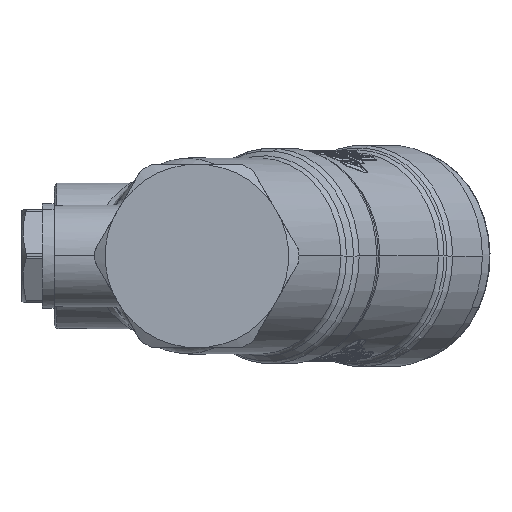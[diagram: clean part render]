
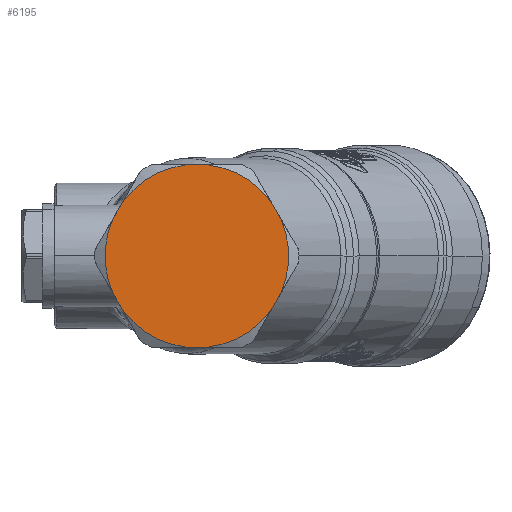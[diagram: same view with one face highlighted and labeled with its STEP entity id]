
A CAD part, left-side view. The second image highlights one B-rep face of the part: STEP entity #6195.
In plain terms, the highlighted planar face has unit normal (-1, 0, 0).
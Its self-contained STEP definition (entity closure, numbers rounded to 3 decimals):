
#5358=CARTESIAN_POINT('Axis2P3D Location',(-53.,0.,0.)) ;
#5362=CARTESIAN_POINT('Vertex',(-53.,-12.667,9.36)) ;
#5364=CARTESIAN_POINT('Vertex',(-53.,-1.772,15.65)) ;
#5641=CARTESIAN_POINT('Axis2P3D Location',(-53.,0.,0.)) ;
#5645=CARTESIAN_POINT('Vertex',(-53.,1.772,15.65)) ;
#5647=CARTESIAN_POINT('Vertex',(-53.,12.667,9.36)) ;
#5714=CARTESIAN_POINT('Axis2P3D Location',(-53.,0.,0.)) ;
#5718=CARTESIAN_POINT('Vertex',(-53.,14.439,6.29)) ;
#5720=CARTESIAN_POINT('Vertex',(-53.,14.439,-6.29)) ;
#5863=CARTESIAN_POINT('Axis2P3D Location',(-53.,0.,0.)) ;
#5867=CARTESIAN_POINT('Vertex',(-53.,12.667,-9.36)) ;
#5869=CARTESIAN_POINT('Vertex',(-53.,1.772,-15.65)) ;
#6097=CARTESIAN_POINT('Axis2P3D Location',(-53.,0.,0.)) ;
#6101=CARTESIAN_POINT('Vertex',(-53.,-1.772,-15.65)) ;
#6103=CARTESIAN_POINT('Vertex',(-53.,-12.667,-9.36)) ;
#6137=CARTESIAN_POINT('Axis2P3D Location',(-53.,15.75,0.)) ;
#6142=CARTESIAN_POINT('Line Origine',(-53.,13.553,7.825)) ;
#6147=CARTESIAN_POINT('Line Origine',(-53.,13.553,-7.825)) ;
#6152=CARTESIAN_POINT('Line Origine',(-53.,0.,-15.65)) ;
#6157=CARTESIAN_POINT('Line Origine',(-53.,-13.553,-7.825)) ;
#6161=CARTESIAN_POINT('Vertex',(-53.,-14.439,-6.29)) ;
#6164=CARTESIAN_POINT('Axis2P3D Location',(-53.,0.,0.)) ;
#6168=CARTESIAN_POINT('Vertex',(-53.,-14.439,6.29)) ;
#6171=CARTESIAN_POINT('Line Origine',(-53.,-13.553,7.825)) ;
#6176=CARTESIAN_POINT('Line Origine',(-53.,0.,15.65)) ;
#5359=DIRECTION('Axis2P3D Direction',(1.,-0.,0.)) ;
#5642=DIRECTION('Axis2P3D Direction',(1.,-0.,0.)) ;
#5715=DIRECTION('Axis2P3D Direction',(1.,-0.,0.)) ;
#5864=DIRECTION('Axis2P3D Direction',(1.,-0.,0.)) ;
#6098=DIRECTION('Axis2P3D Direction',(1.,-0.,0.)) ;
#6138=DIRECTION('Axis2P3D Direction',(-1.,0.,0.)) ;
#6139=DIRECTION('Axis2P3D XDirection',(0.,1.,0.)) ;
#6143=DIRECTION('Vector Direction',(0.,-0.5,0.866)) ;
#6148=DIRECTION('Vector Direction',(0.,-0.5,-0.866)) ;
#6153=DIRECTION('Vector Direction',(0.,-1.,0.)) ;
#6158=DIRECTION('Vector Direction',(0.,0.5,-0.866)) ;
#6165=DIRECTION('Axis2P3D Direction',(-1.,0.,0.)) ;
#6172=DIRECTION('Vector Direction',(0.,0.5,0.866)) ;
#6177=DIRECTION('Vector Direction',(0.,-1.,0.)) ;
#5360=AXIS2_PLACEMENT_3D('Circle Axis2P3D',#5358,#5359,$) ;
#5643=AXIS2_PLACEMENT_3D('Circle Axis2P3D',#5641,#5642,$) ;
#5716=AXIS2_PLACEMENT_3D('Circle Axis2P3D',#5714,#5715,$) ;
#5865=AXIS2_PLACEMENT_3D('Circle Axis2P3D',#5863,#5864,$) ;
#6099=AXIS2_PLACEMENT_3D('Circle Axis2P3D',#6097,#6098,$) ;
#6140=AXIS2_PLACEMENT_3D('Plane Axis2P3D',#6137,#6138,#6139) ;
#6166=AXIS2_PLACEMENT_3D('Circle Axis2P3D',#6164,#6165,$) ;
#6182=ORIENTED_EDGE('',*,*,#5649,.T.) ;
#6183=ORIENTED_EDGE('',*,*,#6146,.F.) ;
#6184=ORIENTED_EDGE('',*,*,#5722,.T.) ;
#6185=ORIENTED_EDGE('',*,*,#6151,.T.) ;
#6186=ORIENTED_EDGE('',*,*,#5871,.T.) ;
#6187=ORIENTED_EDGE('',*,*,#6156,.T.) ;
#6188=ORIENTED_EDGE('',*,*,#6105,.T.) ;
#6189=ORIENTED_EDGE('',*,*,#6163,.F.) ;
#6190=ORIENTED_EDGE('',*,*,#6170,.T.) ;
#6191=ORIENTED_EDGE('',*,*,#6175,.T.) ;
#6192=ORIENTED_EDGE('',*,*,#5366,.T.) ;
#6193=ORIENTED_EDGE('',*,*,#6180,.F.) ;
#6144=VECTOR('Line Direction',#6143,1.) ;
#6149=VECTOR('Line Direction',#6148,1.) ;
#6154=VECTOR('Line Direction',#6153,1.) ;
#6159=VECTOR('Line Direction',#6158,1.) ;
#6173=VECTOR('Line Direction',#6172,1.) ;
#6178=VECTOR('Line Direction',#6177,1.) ;
#6195=ADVANCED_FACE('PartBody',(#6194),#6141,.T.) ;
#5361=CIRCLE('generated circle',#5360,15.75) ;
#5644=CIRCLE('generated circle',#5643,15.75) ;
#5717=CIRCLE('generated circle',#5716,15.75) ;
#5866=CIRCLE('generated circle',#5865,15.75) ;
#6100=CIRCLE('generated circle',#6099,15.75) ;
#6167=CIRCLE('generated circle',#6166,15.75) ;
#5366=EDGE_CURVE('',#5363,#5365,#5361,.F.) ;
#5649=EDGE_CURVE('',#5646,#5648,#5644,.F.) ;
#5722=EDGE_CURVE('',#5719,#5721,#5717,.F.) ;
#5871=EDGE_CURVE('',#5868,#5870,#5866,.F.) ;
#6105=EDGE_CURVE('',#6102,#6104,#6100,.F.) ;
#6146=EDGE_CURVE('',#5719,#5648,#6145,.T.) ;
#6151=EDGE_CURVE('',#5721,#5868,#6150,.T.) ;
#6156=EDGE_CURVE('',#5870,#6102,#6155,.T.) ;
#6163=EDGE_CURVE('',#6162,#6104,#6160,.T.) ;
#6170=EDGE_CURVE('',#6162,#6169,#6167,.T.) ;
#6175=EDGE_CURVE('',#6169,#5363,#6174,.T.) ;
#6180=EDGE_CURVE('',#5646,#5365,#6179,.T.) ;
#6181=EDGE_LOOP('',(#6182,#6183,#6184,#6185,#6186,#6187,#6188,#6189,#6190,#6191,#6192,#6193)) ;
#6194=FACE_OUTER_BOUND('',#6181,.T.) ;
#6145=LINE('Line',#6142,#6144) ;
#6150=LINE('Line',#6147,#6149) ;
#6155=LINE('Line',#6152,#6154) ;
#6160=LINE('Line',#6157,#6159) ;
#6174=LINE('Line',#6171,#6173) ;
#6179=LINE('Line',#6176,#6178) ;
#6141=PLANE('',#6140) ;
#5363=VERTEX_POINT('',#5362) ;
#5365=VERTEX_POINT('',#5364) ;
#5646=VERTEX_POINT('',#5645) ;
#5648=VERTEX_POINT('',#5647) ;
#5719=VERTEX_POINT('',#5718) ;
#5721=VERTEX_POINT('',#5720) ;
#5868=VERTEX_POINT('',#5867) ;
#5870=VERTEX_POINT('',#5869) ;
#6102=VERTEX_POINT('',#6101) ;
#6104=VERTEX_POINT('',#6103) ;
#6162=VERTEX_POINT('',#6161) ;
#6169=VERTEX_POINT('',#6168) ;
